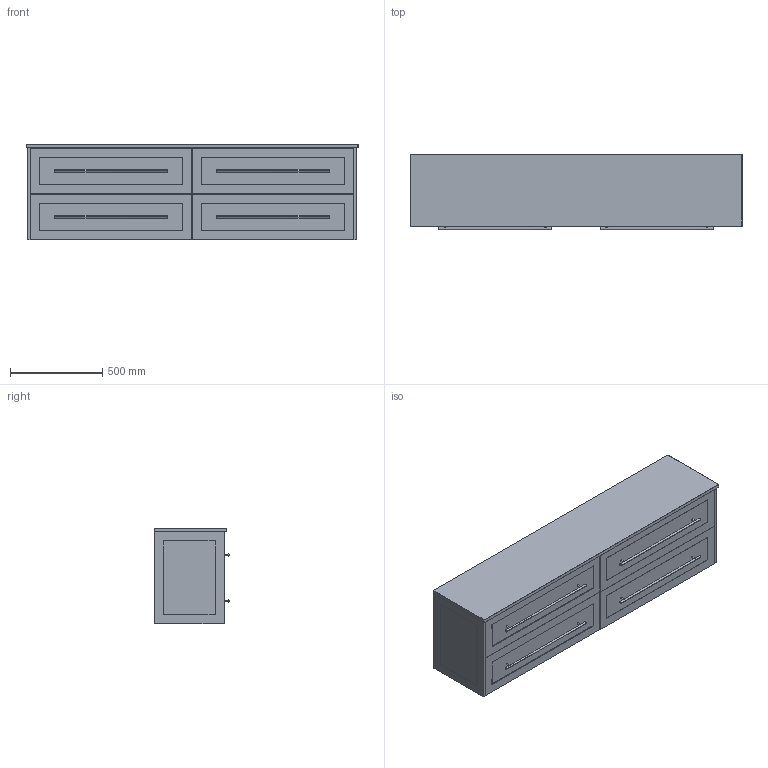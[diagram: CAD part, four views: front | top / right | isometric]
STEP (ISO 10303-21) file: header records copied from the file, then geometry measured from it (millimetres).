
FILE_DESCRIPTION(/* description */ (''),/* implementation_level */ '2;1');
FILE_NAME(/* name */ 'Kado Lux Ensuite All-Drawer WH 1800 (20MM)',/* time_stamp */ '2025-07-09T14:59:32+10:00',/* author */ (''),/* organization */ (''),/* preprocessor_version */ 'ST-DEVELOPER v16.5',/* originating_system */ '',/* authorisation */ '');
FILE_SCHEMA (('AUTOMOTIVE_DESIGN'));
Length unit declared in the file: millimetre
Products named in the file (10): Document; Kado Lux Ensuite All-Drawer WH 1800 (20MM); Kado Lux Ensuite All-Drawer WH26; Kado Lux Ensuite All-Drawer WH (50M Shaker)24; Kado Lux Ensuite All-Drawer WH 1800 Carcass22; Cross Bar Handle 5442345678910111213141516; Kado Lux Ensuite All-Drawer WH 1800 Carcass21; Lux Benchtop Ensuite (20MM)25; 1800 Lux Benchtop Ensuite (20MM)23; 1800 Lux Benchtop Ensuite (20MM)19
Assembly tree (12 placements, depth 6):
  Document
    Kado Lux Ensuite All-Drawer WH 1800 (20MM)
      Kado Lux Ensuite All-Drawer WH26
        Kado Lux Ensuite All-Drawer WH (50M Shaker)24
          Kado Lux Ensuite All-Drawer WH 1800 Carcass22
            Cross Bar Handle 5442345678910111213141516  x4
            Kado Lux Ensuite All-Drawer WH 1800 Carcass21
      Lux Benchtop Ensuite (20MM)25
        1800 Lux Benchtop Ensuite (20MM)23
          1800 Lux Benchtop Ensuite (20MM)19
Bounding box: 1800 x 408 x 520 mm (x, y, z)
Volume: 59199598.5 mm3; surface area: 9747526.5 mm2
Topology: 12 solids, 12 shells, 193 faces, 418 edges, 260 vertices
Faces by surface type: plane 107, cylinder 66, bspline 20
Entity records: 4445 total; most frequent: CARTESIAN_POINT 1692, ORIENTED_EDGE 660, EDGE_CURVE 330, B_SPLINE_CURVE_WITH_KNOTS 238, VERTEX_POINT 212, DIRECTION 193, EDGE_LOOP 182, AXIS2_PLACEMENT_3D 168
